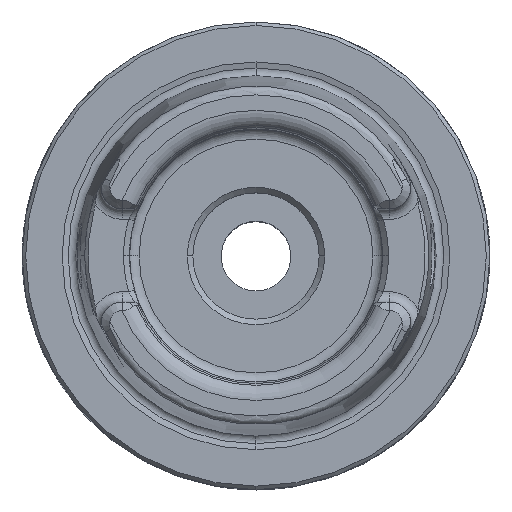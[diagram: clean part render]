
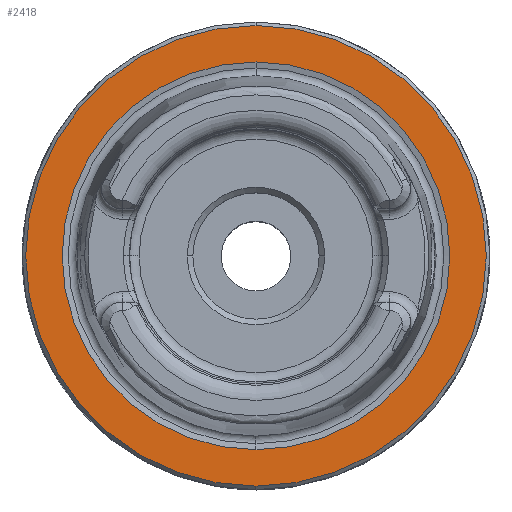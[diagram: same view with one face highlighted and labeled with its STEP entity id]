
A CAD part, top view. The second image highlights one B-rep face of the part: STEP entity #2418.
In plain terms, the highlighted planar face has unit normal (0, 0, 1).
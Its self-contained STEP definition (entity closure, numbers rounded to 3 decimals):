
#1648=EDGE_CURVE('NONE',#2874,#2892,#4669,.T.);
#1782=EDGE_CURVE('NONE',#3248,#4242,#4823,.F.);
#2418=ADVANCED_FACE('NONE',(#5525,#5526),#5527,.F.);
#2874=VERTEX_POINT('NONE',#6029);
#2892=VERTEX_POINT('NONE',#6048);
#2994=EDGE_CURVE('NONE',#2892,#2874,#6157,.T.);
#3248=VERTEX_POINT('NONE',#6438);
#4234=EDGE_CURVE('NONE',#4242,#3248,#7521,.T.);
#4242=VERTEX_POINT('NONE',#7530);
#4669=CIRCLE('',#8086,30.995);
#4823=CIRCLE('',#8577,26.09);
#5525=FACE_OUTER_BOUND('',#10349,.T.);
#5526=FACE_BOUND('',#10350,.T.);
#5527=PLANE('',#10351);
#6029=CARTESIAN_POINT('',(0.,30.995,0.));
#6048=CARTESIAN_POINT('',(0.,-30.995,0.));
#6157=CIRCLE('',#11932,30.995);
#6438=CARTESIAN_POINT('',(0.,26.09,0.));
#7521=CIRCLE('',#15748,26.09);
#7530=CARTESIAN_POINT('',(0.,-26.09,0.));
#8086=AXIS2_PLACEMENT_3D('',#16855,#16856,#16857);
#8577=AXIS2_PLACEMENT_3D('',#17038,#17039,#17040);
#10349=EDGE_LOOP('',(#17838,#17839));
#10350=EDGE_LOOP('',(#17840,#17841));
#10351=AXIS2_PLACEMENT_3D('',#17842,#17843,#17844);
#11932=AXIS2_PLACEMENT_3D('',#18532,#18533,#18534);
#15748=AXIS2_PLACEMENT_3D('',#19988,#19989,#19990);
#16855=CARTESIAN_POINT('',(0.,0.,0.));
#16856=DIRECTION('',(0.0,0.0,1.0));
#16857=DIRECTION('',(0.,-1.0,0.0));
#17038=CARTESIAN_POINT('',(0.,0.,0.));
#17039=DIRECTION('',(0.0,0.0,-1.0));
#17040=DIRECTION('',(0.,1.0,0.0));
#17838=ORIENTED_EDGE('',*,*,#2994,.T.);
#17839=ORIENTED_EDGE('',*,*,#1648,.T.);
#17840=ORIENTED_EDGE('',*,*,#1782,.F.);
#17841=ORIENTED_EDGE('',*,*,#4234,.F.);
#17842=CARTESIAN_POINT('',(0.,-24.796,0.));
#17843=DIRECTION('',(-0.0,0.0,-1.0));
#17844=DIRECTION('',(0.,-1.0,0.0));
#18532=CARTESIAN_POINT('',(0.,0.,0.));
#18533=DIRECTION('',(0.0,0.0,1.0));
#18534=DIRECTION('',(0.,-1.0,0.0));
#19988=CARTESIAN_POINT('',(0.,0.,0.));
#19989=DIRECTION('',(0.0,-0.0,1.0));
#19990=DIRECTION('',(0.,1.0,0.0));
